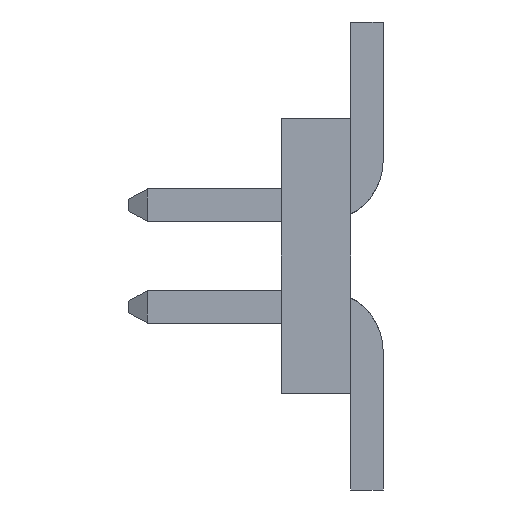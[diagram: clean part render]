
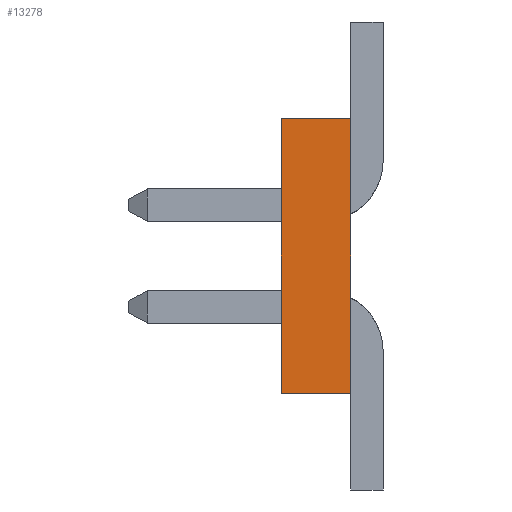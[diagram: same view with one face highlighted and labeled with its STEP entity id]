
A CAD part, left-side view. The second image highlights one B-rep face of the part: STEP entity #13278.
In plain terms, the highlighted planar face has unit normal (-1, 0, 0).
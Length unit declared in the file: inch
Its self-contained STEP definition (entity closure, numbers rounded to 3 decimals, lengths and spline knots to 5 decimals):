
#248=ORIENTED_EDGE('',*,*,#4236,.T.);
#249=ORIENTED_EDGE('',*,*,#4237,.F.);
#250=ORIENTED_EDGE('',*,*,#4238,.F.);
#251=ORIENTED_EDGE('',*,*,#4239,.T.);
#4236=EDGE_CURVE('',#6230,#6231,#7490,.T.);
#4237=EDGE_CURVE('',#6232,#6231,#7491,.T.);
#4238=EDGE_CURVE('',#6233,#6232,#7492,.T.);
#4239=EDGE_CURVE('',#6233,#6230,#7493,.T.);
#6230=VERTEX_POINT('',#18701);
#6231=VERTEX_POINT('',#18702);
#6232=VERTEX_POINT('',#18704);
#6233=VERTEX_POINT('',#18706);
#7490=LINE('',#18700,#9276);
#7491=LINE('',#18703,#9277);
#7492=LINE('',#18705,#9278);
#7493=LINE('',#18707,#9279);
#9276=VECTOR('',#15012,39.37008);
#9277=VECTOR('',#15013,39.37008);
#9278=VECTOR('',#15014,39.37008);
#9279=VECTOR('',#15015,39.37008);
#11062=EDGE_LOOP('',(#248,#249,#250,#251));
#11802=FACE_BOUND('',#11062,.T.);
#12542=PLANE('',#14057);
#13278=ADVANCED_FACE('',(#11802),#12542,.F.);
#14057=AXIS2_PLACEMENT_3D('',#18699,#15010,#15011);
#15010=DIRECTION('',(1.,0.,0.));
#15011=DIRECTION('',(0.,0.,-1.));
#15012=DIRECTION('',(0.,0.,1.));
#15013=DIRECTION('',(0.,-1.,0.));
#15014=DIRECTION('',(0.,0.,1.));
#15015=DIRECTION('',(0.,-1.,0.));
#18699=CARTESIAN_POINT('',(-0.65,0.034,-0.0675));
#18700=CARTESIAN_POINT('',(-0.65,0.,-0.0675));
#18701=CARTESIAN_POINT('',(-0.65,0.,-0.0675));
#18702=CARTESIAN_POINT('',(-0.65,0.,0.0675));
#18703=CARTESIAN_POINT('',(-0.65,0.034,0.0675));
#18704=CARTESIAN_POINT('',(-0.65,0.034,0.0675));
#18705=CARTESIAN_POINT('',(-0.65,0.034,-0.0675));
#18706=CARTESIAN_POINT('',(-0.65,0.034,-0.0675));
#18707=CARTESIAN_POINT('',(-0.65,0.034,-0.0675));
